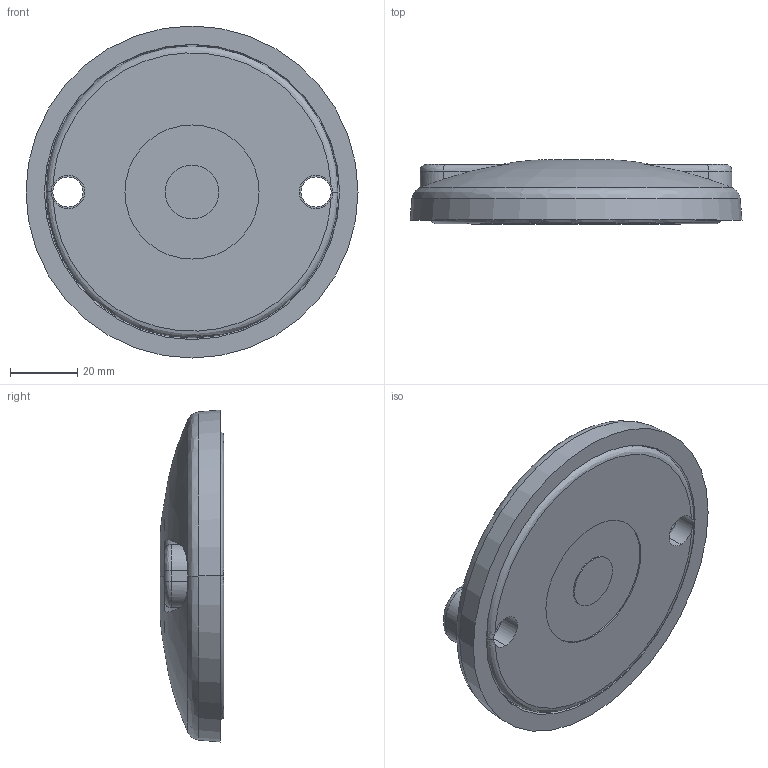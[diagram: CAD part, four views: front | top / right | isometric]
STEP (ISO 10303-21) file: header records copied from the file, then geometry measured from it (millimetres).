
FILE_DESCRIPTION (( 'STEP AP214' ), '1' );
FILE_NAME ('098a100kbg.STEP', '2014-08-22T13:25:03', ( '' ), ( '' ), 'SwSTEP 2.0', 'SolidWorks 2014', '' );
FILE_SCHEMA (( 'AUTOMOTIVE_DESIGN' ));
Length unit declared in the file: millimetre
Products named in the file (1): 098a100kbg
Bounding box: 99 x 19.04 x 99 mm (x, y, z)
Volume: 90003 mm3; surface area: 42460.6 mm2
Topology: 2 solids, 2 shells, 249 faces, 682 edges, 444 vertices
Faces by surface type: cylinder 80, plane 73, bspline 48, cone 48
Entity records: 12628 total; most frequent: CARTESIAN_POINT 3724, ORIENTED_EDGE 1364, DIRECTION 1230, EDGE_CURVE 682, AXIS2_PLACEMENT_3D 494, VERTEX_POINT 444, CIRCLE 292, EDGE_LOOP 266
